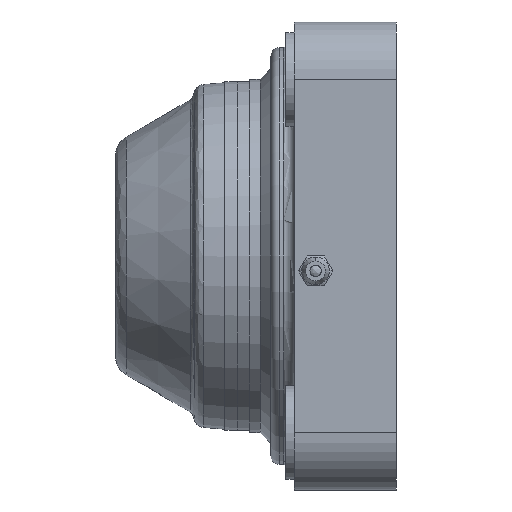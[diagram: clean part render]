
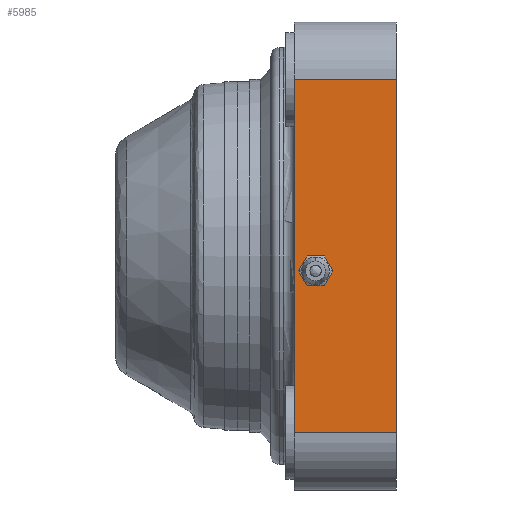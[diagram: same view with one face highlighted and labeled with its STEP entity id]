
A CAD part, left-side view. The second image highlights one B-rep face of the part: STEP entity #5985.
In plain terms, the highlighted planar face has unit normal (-1, 0, 0).
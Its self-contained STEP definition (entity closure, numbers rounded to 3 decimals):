
#290 = LINE ( 'NONE', #658, #6609 ) ;
#327 = VECTOR ( 'NONE', #7004, 1000. ) ;
#658 = CARTESIAN_POINT ( 'NONE',  ( -55., -24., 41.5 ) ) ;
#734 = EDGE_CURVE ( 'NONE', #7355, #4558, #2900, .T. ) ;
#823 = CARTESIAN_POINT ( 'NONE',  ( -55., -24., -41.5 ) ) ;
#1230 = DIRECTION ( 'NONE',  ( 0., 0., 1. ) ) ;
#1398 = ORIENTED_EDGE ( 'NONE', *, *, #734, .F. ) ;
#1928 = CARTESIAN_POINT ( 'NONE',  ( -55., 0., -41.5 ) ) ;
#2522 = ORIENTED_EDGE ( 'NONE', *, *, #3002, .T. ) ;
#2828 = EDGE_LOOP ( 'NONE', ( #7209, #1398, #3309, #2522 ) ) ;
#2900 = LINE ( 'NONE', #7613, #4342 ) ;
#3002 = EDGE_CURVE ( 'NONE', #7272, #8610, #290, .T. ) ;
#3142 = DIRECTION ( 'NONE',  ( 0., 0., 1. ) ) ;
#3309 = ORIENTED_EDGE ( 'NONE', *, *, #4669, .T. ) ;
#3452 = CARTESIAN_POINT ( 'NONE',  ( -55., -24., -41.5 ) ) ;
#3478 = CARTESIAN_POINT ( 'NONE',  ( -55., 0., -41.5 ) ) ;
#3519 = AXIS2_PLACEMENT_3D ( 'NONE', #3452, #4149, #1230 ) ;
#4057 = EDGE_CURVE ( 'NONE', #4558, #8610, #4100, .T. ) ;
#4062 = VECTOR ( 'NONE', #3142, 1000. ) ;
#4100 = LINE ( 'NONE', #3478, #327 ) ;
#4149 = DIRECTION ( 'NONE',  ( -1., 0., 0. ) ) ;
#4342 = VECTOR ( 'NONE', #6154, 1000. ) ;
#4558 = VERTEX_POINT ( 'NONE', #1928 ) ;
#4669 = EDGE_CURVE ( 'NONE', #7355, #7272, #7848, .T. ) ;
#5985 = ADVANCED_FACE ( 'NONE', ( #7923 ), #8985, .T. ) ;
#6154 = DIRECTION ( 'NONE',  ( 0., 1., 0. ) ) ;
#6609 = VECTOR ( 'NONE', #9175, 1000. ) ;
#6640 = CARTESIAN_POINT ( 'NONE',  ( -55., -24., -41.5 ) ) ;
#7004 = DIRECTION ( 'NONE',  ( 0., 0., 1. ) ) ;
#7055 = CARTESIAN_POINT ( 'NONE',  ( -55., -24., 41.5 ) ) ;
#7209 = ORIENTED_EDGE ( 'NONE', *, *, #4057, .F. ) ;
#7272 = VERTEX_POINT ( 'NONE', #7055 ) ;
#7355 = VERTEX_POINT ( 'NONE', #823 ) ;
#7613 = CARTESIAN_POINT ( 'NONE',  ( -55., -24., -41.5 ) ) ;
#7848 = LINE ( 'NONE', #6640, #4062 ) ;
#7923 = FACE_OUTER_BOUND ( 'NONE', #2828, .T. ) ;
#8280 = CARTESIAN_POINT ( 'NONE',  ( -55., 0., 41.5 ) ) ;
#8610 = VERTEX_POINT ( 'NONE', #8280 ) ;
#8985 = PLANE ( 'NONE',  #3519 ) ;
#9175 = DIRECTION ( 'NONE',  ( 0., 1., 0. ) ) ;
